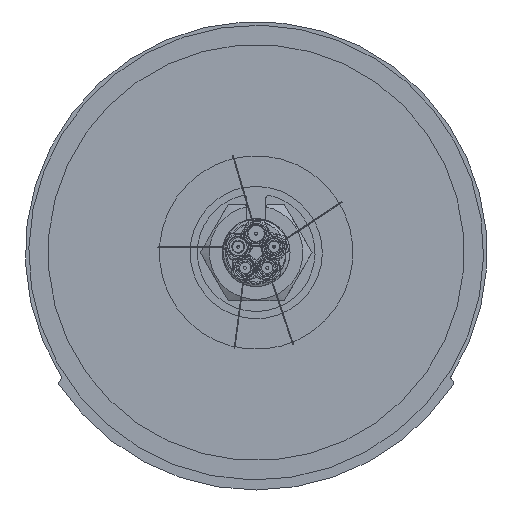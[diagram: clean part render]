
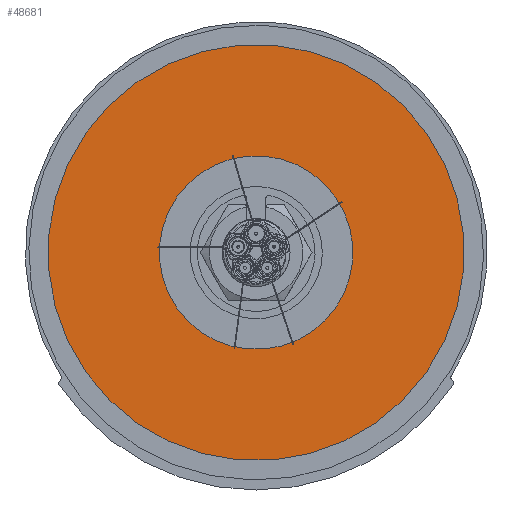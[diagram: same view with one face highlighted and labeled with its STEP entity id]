
A CAD part, front view. The second image highlights one B-rep face of the part: STEP entity #48681.
In plain terms, the highlighted planar face has unit normal (0, -1, 0).
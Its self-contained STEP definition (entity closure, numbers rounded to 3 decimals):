
#789 = CARTESIAN_POINT ( 'NONE',  ( 0., -5.3, 0. ) ) ;
#1279 = VERTEX_POINT ( 'NONE', #31736 ) ;
#2749 = ORIENTED_EDGE ( 'NONE', *, *, #48335, .F. ) ;
#2945 = CIRCLE ( 'NONE', #70115, 30. ) ;
#4687 = AXIS2_PLACEMENT_3D ( 'NONE', #19015, #57633, #36398 ) ;
#6136 = CARTESIAN_POINT ( 'NONE',  ( 2.642, -5.3, 29.883 ) ) ;
#6452 = CARTESIAN_POINT ( 'NONE',  ( -5.68, -5.3, -64.249 ) ) ;
#9597 = CIRCLE ( 'NONE', #4687, 64.5 ) ;
#11430 = DIRECTION ( 'NONE',  ( 0.996, 0., -0.088 ) ) ;
#14726 = FACE_OUTER_BOUND ( 'NONE', #19831, .T. ) ;
#15564 = CIRCLE ( 'NONE', #25386, 30. ) ;
#16252 = CARTESIAN_POINT ( 'NONE',  ( -2.642, -5.3, -29.883 ) ) ;
#16992 = ORIENTED_EDGE ( 'NONE', *, *, #17217, .T. ) ;
#17217 = EDGE_CURVE ( 'NONE', #70478, #44741, #15564, .T. ) ;
#17794 = VERTEX_POINT ( 'NONE', #6452 ) ;
#19015 = CARTESIAN_POINT ( 'NONE',  ( 0., -5.3, 0. ) ) ;
#19831 = EDGE_LOOP ( 'NONE', ( #2749, #55030 ) ) ;
#24108 = CIRCLE ( 'NONE', #25696, 64.5 ) ;
#24305 = DIRECTION ( 'NONE',  ( 0., 1., 0. ) ) ;
#25386 = AXIS2_PLACEMENT_3D ( 'NONE', #63140, #24305, #35443 ) ;
#25681 = EDGE_CURVE ( 'NONE', #1279, #17794, #24108, .T. ) ;
#25696 = AXIS2_PLACEMENT_3D ( 'NONE', #70672, #71395, #38343 ) ;
#28373 = PLANE ( 'NONE',  #45125 ) ;
#31736 = CARTESIAN_POINT ( 'NONE',  ( 5.68, -5.3, 64.249 ) ) ;
#35443 = DIRECTION ( 'NONE',  ( 0.088, 0., 0.996 ) ) ;
#36398 = DIRECTION ( 'NONE',  ( 0.088, 0., 0.996 ) ) ;
#38343 = DIRECTION ( 'NONE',  ( 0.088, 0., 0.996 ) ) ;
#44741 = VERTEX_POINT ( 'NONE', #6136 ) ;
#45125 = AXIS2_PLACEMENT_3D ( 'NONE', #789, #56352, #11430 ) ;
#45606 = CARTESIAN_POINT ( 'NONE',  ( 0., -5.3, 0. ) ) ;
#48335 = EDGE_CURVE ( 'NONE', #17794, #1279, #9597, .T. ) ;
#48681 = ADVANCED_FACE ( 'NONE', ( #14726, #54525 ), #28373, .F. ) ;
#51858 = EDGE_CURVE ( 'NONE', #44741, #70478, #2945, .T. ) ;
#54525 = FACE_BOUND ( 'NONE', #64700, .T. ) ;
#54890 = ORIENTED_EDGE ( 'NONE', *, *, #51858, .T. ) ;
#55030 = ORIENTED_EDGE ( 'NONE', *, *, #25681, .F. ) ;
#56186 = DIRECTION ( 'NONE',  ( 0.088, 0., 0.996 ) ) ;
#56352 = DIRECTION ( 'NONE',  ( 0., 1., 0. ) ) ;
#56671 = DIRECTION ( 'NONE',  ( 0., 1., 0. ) ) ;
#57633 = DIRECTION ( 'NONE',  ( 0., 1., 0. ) ) ;
#63140 = CARTESIAN_POINT ( 'NONE',  ( 0., -5.3, 0. ) ) ;
#64700 = EDGE_LOOP ( 'NONE', ( #16992, #54890 ) ) ;
#70115 = AXIS2_PLACEMENT_3D ( 'NONE', #45606, #56671, #56186 ) ;
#70478 = VERTEX_POINT ( 'NONE', #16252 ) ;
#70672 = CARTESIAN_POINT ( 'NONE',  ( 0., -5.3, 0. ) ) ;
#71395 = DIRECTION ( 'NONE',  ( 0., 1., 0. ) ) ;
